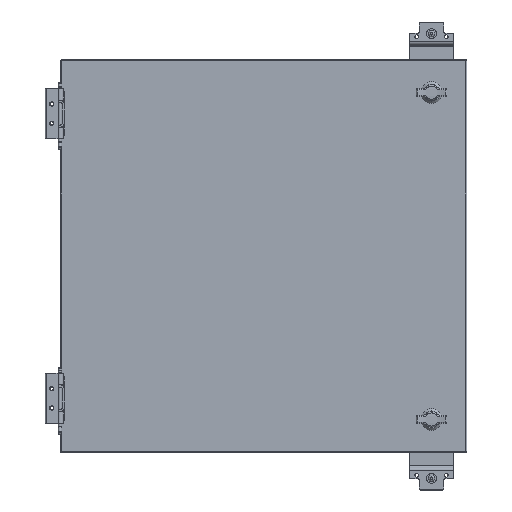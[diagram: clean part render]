
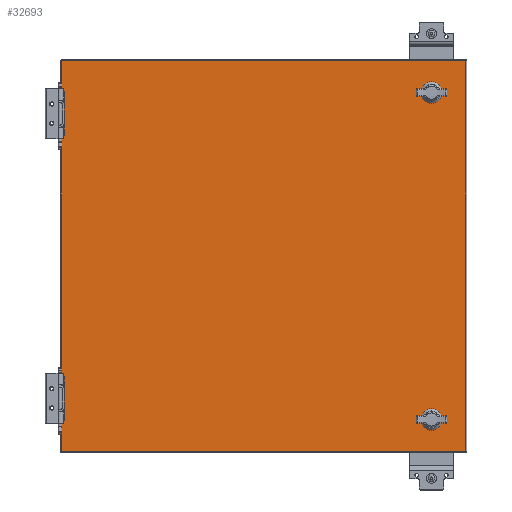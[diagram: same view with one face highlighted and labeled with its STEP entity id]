
A CAD part, top view. The second image highlights one B-rep face of the part: STEP entity #32693.
In plain terms, the highlighted planar face has unit normal (0, 0, 1).
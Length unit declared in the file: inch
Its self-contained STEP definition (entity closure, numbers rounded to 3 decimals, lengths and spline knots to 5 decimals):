
#1241 = VECTOR ( 'NONE', #31687, 39.37008 ) ;
#1736 = FACE_OUTER_BOUND ( 'NONE', #32883, .T. ) ;
#2365 = EDGE_CURVE ( 'NONE', #20241, #26037, #33073, .T. ) ;
#3754 = LINE ( 'NONE', #14890, #1241 ) ;
#5191 = LINE ( 'NONE', #10661, #34540 ) ;
#5557 = LINE ( 'NONE', #34750, #26028 ) ;
#6820 = VECTOR ( 'NONE', #8404, 39.37008 ) ;
#8095 = DIRECTION ( 'NONE',  ( 0., 1., 0. ) ) ;
#8404 = DIRECTION ( 'NONE',  ( 1., 0., 0. ) ) ;
#9761 = CARTESIAN_POINT ( 'NONE',  ( 0., 0., 0. ) ) ;
#10097 = EDGE_CURVE ( 'NONE', #29292, #28197, #3754, .T. ) ;
#10661 = CARTESIAN_POINT ( 'NONE',  ( 10.2915, 0., 0. ) ) ;
#12040 = CARTESIAN_POINT ( 'NONE',  ( -10.2915, 9.94, 0. ) ) ;
#12189 = ORIENTED_EDGE ( 'NONE', *, *, #15085, .T. ) ;
#12390 = ORIENTED_EDGE ( 'NONE', *, *, #26334, .T. ) ;
#12486 = DIRECTION ( 'NONE',  ( 1., 0., 0. ) ) ;
#13377 = AXIS2_PLACEMENT_3D ( 'NONE', #9761, #28731, #12486 ) ;
#13714 = CARTESIAN_POINT ( 'NONE',  ( 0., -9.94, 0. ) ) ;
#14890 = CARTESIAN_POINT ( 'NONE',  ( 0., 9.94, 0. ) ) ;
#15085 = EDGE_CURVE ( 'NONE', #26037, #29292, #5191, .T. ) ;
#17592 = PLANE ( 'NONE',  #13377 ) ;
#20241 = VERTEX_POINT ( 'NONE', #23193 ) ;
#23193 = CARTESIAN_POINT ( 'NONE',  ( -10.2915, -9.94, 0. ) ) ;
#23629 = ORIENTED_EDGE ( 'NONE', *, *, #2365, .T. ) ;
#23732 = CARTESIAN_POINT ( 'NONE',  ( 10.2915, 9.94, 0. ) ) ;
#24958 = CARTESIAN_POINT ( 'NONE',  ( 10.2915, -9.94, 0. ) ) ;
#26028 = VECTOR ( 'NONE', #28899, 39.37008 ) ;
#26037 = VERTEX_POINT ( 'NONE', #24958 ) ;
#26334 = EDGE_CURVE ( 'NONE', #28197, #20241, #5557, .T. ) ;
#28197 = VERTEX_POINT ( 'NONE', #12040 ) ;
#28731 = DIRECTION ( 'NONE',  ( 0., 0., 1. ) ) ;
#28899 = DIRECTION ( 'NONE',  ( 0., -1., 0. ) ) ;
#29292 = VERTEX_POINT ( 'NONE', #23732 ) ;
#31687 = DIRECTION ( 'NONE',  ( -1., 0., 0. ) ) ;
#32693 = ADVANCED_FACE ( 'NONE', ( #1736 ), #17592, .T. ) ;
#32883 = EDGE_LOOP ( 'NONE', ( #12189, #35900, #12390, #23629 ) ) ;
#33073 = LINE ( 'NONE', #13714, #6820 ) ;
#34540 = VECTOR ( 'NONE', #8095, 39.37008 ) ;
#34750 = CARTESIAN_POINT ( 'NONE',  ( -10.2915, 0., 0. ) ) ;
#35900 = ORIENTED_EDGE ( 'NONE', *, *, #10097, .T. ) ;
